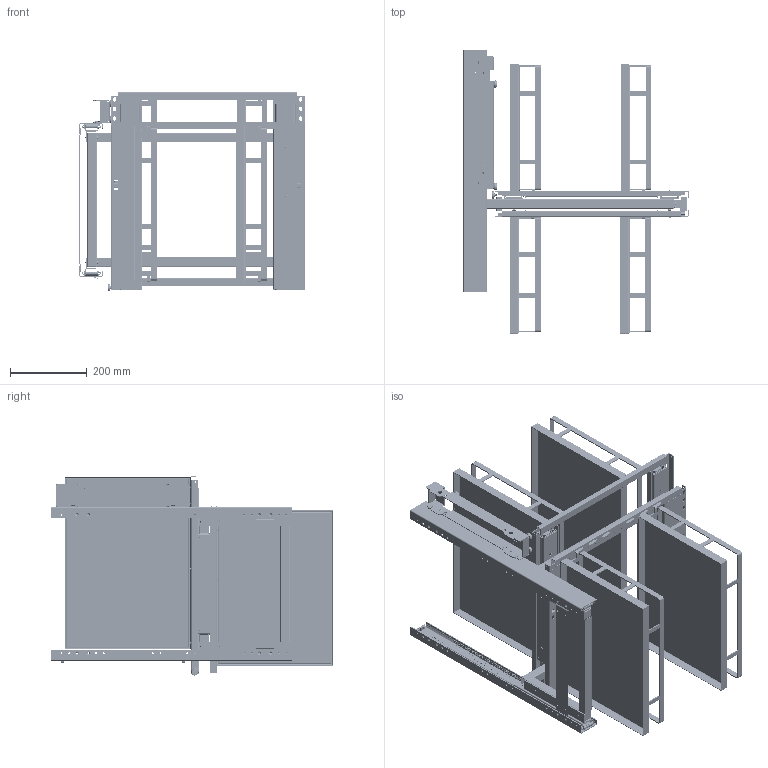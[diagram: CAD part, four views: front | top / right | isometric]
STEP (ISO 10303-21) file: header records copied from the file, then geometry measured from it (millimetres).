
FILE_DESCRIPTION(/* description */ (''),/* implementation_level */ '2;1');
FILE_NAME(/* name */ 'KO-WMC450_L.stp',/* time_stamp */ '2022-04-13T15:11:08+02:00',/* author */ ('tomaszw'),/* organization */ (''),/* preprocessor_version */ 'ST-DEVELOPER v18.1',/* originating_system */ 'Autodesk Inventor 2021',/* authorisation */ '');
FILE_SCHEMA (('AUTOMOTIVE_DESIGN { 1 0 10303 214 3 1 1 }'));
Products named in the file (52): TR-90F-闭合视图; TR-90F--0_ASM_MIR1; TR-90F--01_ASM_MIR1; TR-90F--02_MIR1; TR-90F--03_MIR1; TR-90F--04_MIR1; TR-90F--05_MIR1; TR-90F--06_MIR1; TR-90F--07_MIR1; TR-90F--08_MIR1; TR-90F--010_MIR1; TR-90F--011_ASM_MIR1; TR-90F--012_MIR1; TR-90F--049_MIR1; TR-90F--045_MIR1; TR-90F--017_ASM_MIR1; TR-90F--018_MIR1; TR-90F--021_MIR1; TR-90F--025_ASM_MIR1; TR-90F--026_MIR1; TR-90F--020_MIR1; TR-90F--019_MIR1; TR-90F--027_MIR1; TR-90F--028_ASM_MIR1; TR-90F--029_MIR1; TR-90F--031_MIR1; TR-90F--032_MIR1; TR-90F--033_ASM_MIR1; TR-90F--034_MIR1; TR-90F--035_MIR1; TR-90F--036_MIR1; TR-90F-00_ASM_MIR1; TR-90F-01_MIR1; TR-90F-02_ASM_MIR1; TR-90F-03_MIR1; TR-90F-04_MIR1; TR-90F-05_MIR1; TR-90F-07_MIR1; TR-90F--043_MIR1; TR-90F--044_MIR1 ...
Assembly tree (132 placements, depth 6):
  TR-90F-闭合视图
    TR-90F--0_ASM_MIR1
      TR-90F--01_ASM_MIR1
        TR-90F--02_MIR1
        TR-90F--03_MIR1  x2
        TR-90F--04_MIR1
        TR-90F--05_MIR1  x2
        TR-90F--06_MIR1
        TR-90F--07_MIR1
        TR-90F--08_MIR1
        TR-90F--010_MIR1
        TR-90F--011_ASM_MIR1  x2
          TR-90F--012_MIR1
        TR-90F--045_MIR1  x6
        TR-90F--049_MIR1  x4
      TR-90F--014_ASM_MIR1  x2
        TR-90F--015_MIR1
        TR-90F--016_MIR1
        TR-90F-053_MIR1
      TR-90F--017_ASM_MIR1
        TR-90F--018_MIR1
        TR-90F--019_MIR1
        TR-90F--020_MIR1
        TR-90F--021_MIR1
        TR-90F--037_ASM_MIR1
          TR-90F--038_MIR1
          TR-90F--039_MIR1
          TR-90F--040_MIR1
      TR-90F--025_ASM_MIR1
        TR-90F--026_MIR1
        TR-90F--020_MIR1
        TR-90F--019_MIR1
        TR-90F--027_MIR1
      TR-90F--028_ASM_MIR1
        TR-90F--029_MIR1
        TR-90F--031_MIR1
        TR-90F--032_MIR1
        TR-90F--033_ASM_MIR1
          TR-90F--034_MIR1
          TR-90F--035_MIR1
        TR-90F--036_MIR1
        TR-90F-00_ASM_MIR1  x2
          TR-90F-01_MIR1
          TR-90F-02_ASM_MIR1
            TR-90F-03_MIR1
            TR-90F-04_MIR1  x33
          TR-90F-05_MIR1
          TR-90F-07_MIR1
        TR-90F--043_MIR1
        TR-90F--044_MIR1
        TR-90F--037_ASM_MIR1  x4
          TR-90F--038_MIR1
          TR-90F--039_MIR1
          TR-90F--040_MIR1
        TR-90F--041_MIR1  x2
      TR-90F--041_MIR1  x26
      !Kosz_mały_F_MIR1  x2
      TR-90F--048_MIR1  x2
      !Kosz_duży_F_MIR1  x2
Bounding box: 587.6 x 737 x 518.67 mm (x, y, z)
Volume: 3542510.8 mm3; surface area: 3933350.3 mm2
Topology: 233 solids, 234 shells, 9376 faces, 23700 edges, 14484 vertices
Faces by surface type: plane 4180, cylinder 3464, bspline 1490, sphere 132, torus 77, cone 33
Full cylindrical faces by diameter (mm): 3.3 x8, 4 x402, 4.2 x32, 4.3 x16, 4.5 x4, 4.8 x8, 4.9 x2, 5 x336, 5.2 x4, 5.3 x5, 5.5 x5, 5.56 x132, 7 x8, 8 x5, 8.2 x4, 8.5 x13, 9.2 x8, 12 x28, 15 x5
Entity records: 217330 total; most frequent: CARTESIAN_POINT 117107, ORIENTED_EDGE 19866, DIRECTION 18790, EDGE_CURVE 9933, AXIS2_PLACEMENT_3D 6322, LINE 6146, VECTOR 6146, VERTEX_POINT 5994
